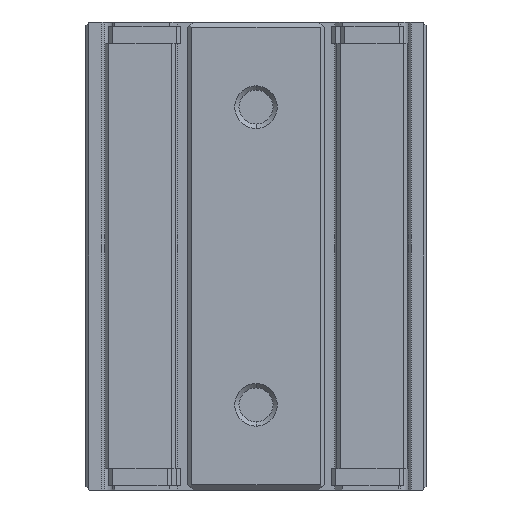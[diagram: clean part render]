
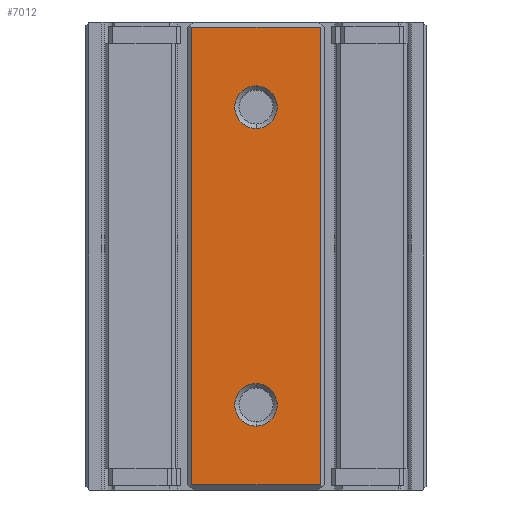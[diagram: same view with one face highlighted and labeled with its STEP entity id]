
A CAD part, front view. The second image highlights one B-rep face of the part: STEP entity #7012.
In plain terms, the highlighted planar face has unit normal (0, -1, 0).
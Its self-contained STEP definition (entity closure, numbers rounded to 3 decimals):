
#6232=FACE_BOUND('',#8791,.T.);
#6233=FACE_BOUND('',#8792,.T.);
#6234=FACE_BOUND('',#8793,.T.);
#6355=PLANE('',#22072);
#7012=ADVANCED_FACE('',(#6232,#6233,#6234),#6355,.F.);
#8791=EDGE_LOOP('',(#13368,#13369));
#8792=EDGE_LOOP('',(#13370,#13371));
#8793=EDGE_LOOP('',(#13372,#13373,#13374,#13375));
#9777=LINE('',#26516,#11566);
#9778=LINE('',#26519,#11567);
#9779=LINE('',#26521,#11568);
#9780=LINE('',#26523,#11569);
#11566=VECTOR('',#22982,1.);
#11567=VECTOR('',#22983,1.);
#11568=VECTOR('',#22984,1.);
#11569=VECTOR('',#22985,1.);
#13368=ORIENTED_EDGE('',*,*,#19550,.T.);
#13369=ORIENTED_EDGE('',*,*,#19577,.T.);
#13370=ORIENTED_EDGE('',*,*,#19560,.T.);
#13371=ORIENTED_EDGE('',*,*,#19578,.T.);
#13372=ORIENTED_EDGE('',*,*,#19579,.T.);
#13373=ORIENTED_EDGE('',*,*,#19580,.T.);
#13374=ORIENTED_EDGE('',*,*,#19581,.T.);
#13375=ORIENTED_EDGE('',*,*,#19582,.T.);
#18014=VERTEX_POINT('',#26457);
#18015=VERTEX_POINT('',#26459);
#18022=VERTEX_POINT('',#26478);
#18023=VERTEX_POINT('',#26480);
#18036=VERTEX_POINT('',#26517);
#18037=VERTEX_POINT('',#26518);
#18038=VERTEX_POINT('',#26520);
#18039=VERTEX_POINT('',#26522);
#19550=EDGE_CURVE('',#18015,#18014,#21888,.T.);
#19560=EDGE_CURVE('',#18023,#18022,#21892,.T.);
#19577=EDGE_CURVE('',#18014,#18015,#21895,.T.);
#19578=EDGE_CURVE('',#18022,#18023,#21896,.T.);
#19579=EDGE_CURVE('',#18036,#18037,#9777,.T.);
#19580=EDGE_CURVE('',#18037,#18038,#9778,.T.);
#19581=EDGE_CURVE('',#18038,#18039,#9779,.T.);
#19582=EDGE_CURVE('',#18039,#18036,#9780,.T.);
#21888=CIRCLE('',#22055,2.5);
#21892=CIRCLE('',#22062,2.5);
#21895=CIRCLE('',#22070,2.5);
#21896=CIRCLE('',#22071,2.5);
#22055=AXIS2_PLACEMENT_3D('',#26458,#22928,#22929);
#22062=AXIS2_PLACEMENT_3D('',#26479,#22948,#22949);
#22070=AXIS2_PLACEMENT_3D('',#26514,#22978,#22979);
#22071=AXIS2_PLACEMENT_3D('',#26515,#22980,#22981);
#22072=AXIS2_PLACEMENT_3D('',#26524,#22986,#22987);
#22928=DIRECTION('',(0.,1.,0.));
#22929=DIRECTION('',(0.,0.,1.));
#22948=DIRECTION('',(0.,1.,0.));
#22949=DIRECTION('',(0.,0.,1.));
#22978=DIRECTION('',(0.,1.,0.));
#22979=DIRECTION('',(0.,0.,1.));
#22980=DIRECTION('',(0.,1.,0.));
#22981=DIRECTION('',(0.,0.,1.));
#22982=DIRECTION('',(0.,0.,-1.));
#22983=DIRECTION('',(1.,0.,0.));
#22984=DIRECTION('',(0.,0.,1.));
#22985=DIRECTION('',(-1.,0.,0.));
#22986=DIRECTION('',(0.,1.,0.));
#22987=DIRECTION('',(0.,0.,1.));
#26457=CARTESIAN_POINT('',(0.,-0.5,-15.));
#26458=CARTESIAN_POINT('',(0.,-0.5,-17.5));
#26459=CARTESIAN_POINT('',(0.,-0.5,-20.));
#26478=CARTESIAN_POINT('',(0.,-0.5,20.));
#26479=CARTESIAN_POINT('',(0.,-0.5,17.5));
#26480=CARTESIAN_POINT('',(0.,-0.5,15.));
#26514=CARTESIAN_POINT('',(0.,-0.5,-17.5));
#26515=CARTESIAN_POINT('',(0.,-0.5,17.5));
#26516=CARTESIAN_POINT('',(-7.55,-0.5,45.858));
#26517=CARTESIAN_POINT('',(-7.55,-0.5,26.87));
#26518=CARTESIAN_POINT('',(-7.55,-0.5,-26.87));
#26519=CARTESIAN_POINT('',(0.,-0.5,-26.87));
#26520=CARTESIAN_POINT('',(7.55,-0.5,-26.87));
#26521=CARTESIAN_POINT('',(7.55,-0.5,27.5));
#26522=CARTESIAN_POINT('',(7.55,-0.5,26.87));
#26523=CARTESIAN_POINT('',(0.,-0.5,26.87));
#26524=CARTESIAN_POINT('',(0.,-0.5,45.858));
